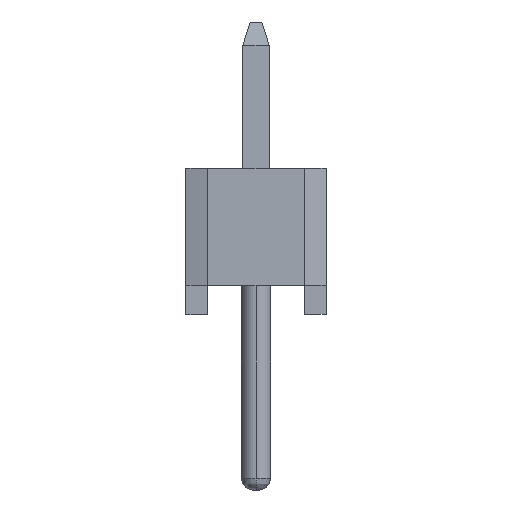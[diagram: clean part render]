
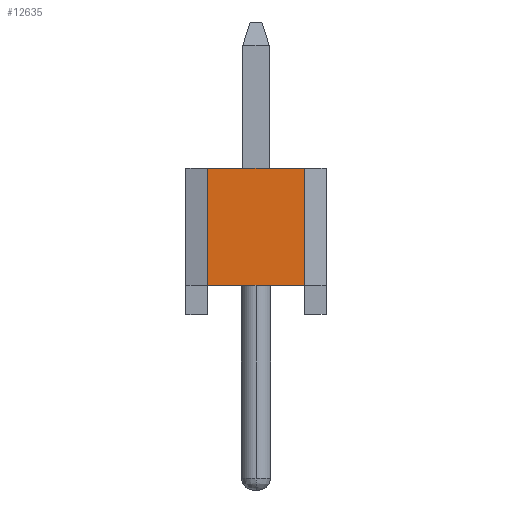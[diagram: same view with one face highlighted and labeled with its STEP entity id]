
A CAD part, left-side view. The second image highlights one B-rep face of the part: STEP entity #12635.
In plain terms, the highlighted planar face has unit normal (-1, 0, 0).
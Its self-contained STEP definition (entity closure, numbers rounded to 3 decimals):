
#7867=CARTESIAN_POINT('',(-0.635,0.838,2.54));
#7868=VERTEX_POINT('',#7867);
#7875=CARTESIAN_POINT('',(-0.635,-0.838,2.54));
#7876=VERTEX_POINT('',#7875);
#7877=CARTESIAN_POINT('',(-0.635,0.838,2.54));
#7878=DIRECTION('',(0.0,-1.0,0.0));
#7879=VECTOR('',#7878,1.676);
#7880=LINE('',#7877,#7879);
#7881=EDGE_CURVE('',#7868,#7876,#7880,.T.);
#9122=CARTESIAN_POINT('',(-0.635,-0.838,0.508));
#9123=VERTEX_POINT('',#9122);
#9130=CARTESIAN_POINT('',(-0.635,0.838,0.508));
#9131=VERTEX_POINT('',#9130);
#9132=CARTESIAN_POINT('',(-0.635,0.838,0.508));
#9133=DIRECTION('',(0.0,-1.0,0.0));
#9134=VECTOR('',#9133,1.676);
#9135=LINE('',#9132,#9134);
#9136=EDGE_CURVE('',#9131,#9123,#9135,.T.);
#12280=CARTESIAN_POINT('',(-0.635,-0.838,0.508));
#12281=DIRECTION('',(0.0,0.0,1.0));
#12282=VECTOR('',#12281,2.032);
#12283=LINE('',#12280,#12282);
#12284=EDGE_CURVE('',#9123,#7876,#12283,.T.);
#12619=CARTESIAN_POINT('',(-0.635,0.922,0.406));
#12620=DIRECTION('',(-1.0,0.0,0.0));
#12621=DIRECTION('',(0.0,-1.0,0.0));
#12622=AXIS2_PLACEMENT_3D('',#12619,#12620,#12621);
#12623=PLANE('',#12622);
#12624=ORIENTED_EDGE('',*,*,#12284,.T.);
#12625=ORIENTED_EDGE('',*,*,#7881,.F.);
#12626=CARTESIAN_POINT('',(-0.635,0.838,0.508));
#12627=DIRECTION('',(0.0,0.0,1.0));
#12628=VECTOR('',#12627,2.032);
#12629=LINE('',#12626,#12628);
#12630=EDGE_CURVE('',#9131,#7868,#12629,.T.);
#12631=ORIENTED_EDGE('',*,*,#12630,.F.);
#12632=ORIENTED_EDGE('',*,*,#9136,.T.);
#12633=EDGE_LOOP('',(#12624,#12625,#12631,#12632));
#12634=FACE_OUTER_BOUND('',#12633,.T.);
#12635=ADVANCED_FACE('',(#12634),#12623,.T.);
